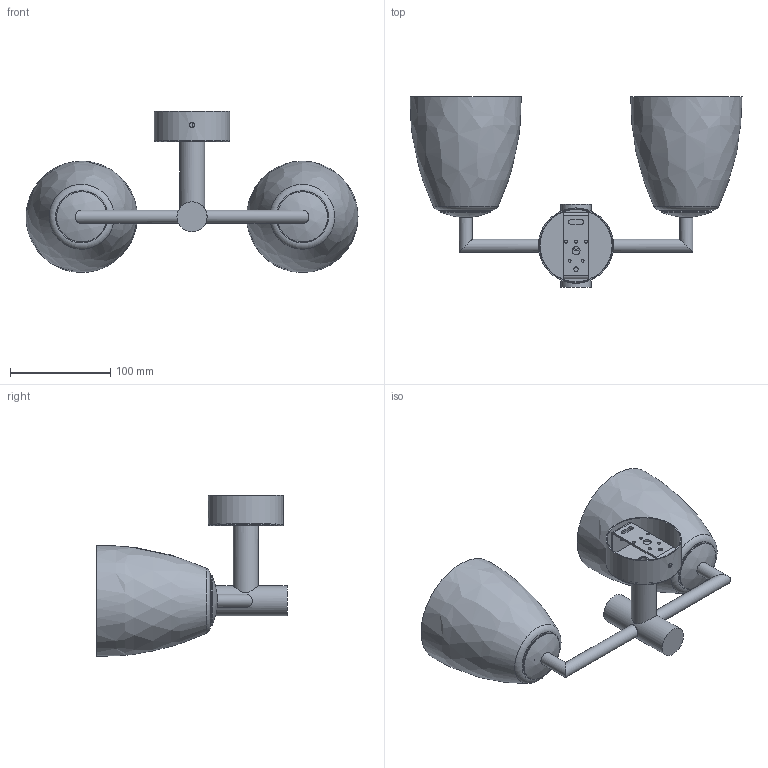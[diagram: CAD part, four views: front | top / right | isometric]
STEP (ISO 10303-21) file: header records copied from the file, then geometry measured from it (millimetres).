
FILE_DESCRIPTION(/* description */ (''),/* implementation_level */ '2;1');
FILE_NAME(/* name */ 'F000645150CBNE.stp',/* time_stamp */ '2020-01-16T08:46:25+01:00',/* author */ ('sghezzi'),/* organization */ (''),/* preprocessor_version */ 'ST-DEVELOPER v17.2',/* originating_system */ 'Autodesk Inventor 2019',/* authorisation */ '');
FILE_SCHEMA (('AUTOMOTIVE_DESIGN { 1 0 10303 214 3 1 1 }'));
Length unit declared in the file: millimetre
Products named in the file (10): 006.2_Assieme; 007066620; 064002000; 007066630; 007066631_Staffa ZnBi Rosone D 75; SUPPORTOVETRO; 003066600_Guarn De 49 Di 39 Sp1 Sil Bi; COPPETTA; 005000591; GHIERA METALLO E14
Assembly tree (14 placements, depth 2):
  006.2_Assieme
    007066620
    064002000
    007066630
    007066631_Staffa ZnBi Rosone D 75
    SUPPORTOVETRO  x2
    003066600_Guarn De 49 Di 39 Sp1 Sil Bi  x2
    COPPETTA  x2
    005000591  x2
    GHIERA METALLO E14  x2
Bounding box: 330.96 x 189.65 x 160.5 mm (x, y, z)
Volume: 451051.9 mm3; surface area: 236656 mm2
Topology: 14 solids, 14 shells, 154 faces, 356 edges, 245 vertices
Faces by surface type: plane 81, cylinder 57, bspline 8, torus 6, sphere 2
Full cylindrical faces by diameter (mm): 3 x5, 4 x2, 4.5 x1, 5 x2, 7 x1, 8 x1, 10 x9, 13 x4, 25 x1, 26 x2, 27 x2, 28 x4, 30 x3, 38.5 x2, 39 x2, 40 x2, 42 x2, 49 x2, 50.076 x2, 75 x1
Entity records: 3928 total; most frequent: CARTESIAN_POINT 848, DIRECTION 642, ORIENTED_EDGE 504, AXIS2_PLACEMENT_3D 272, EDGE_CURVE 252, VERTEX_POINT 172, EDGE_LOOP 156, CIRCLE 138
